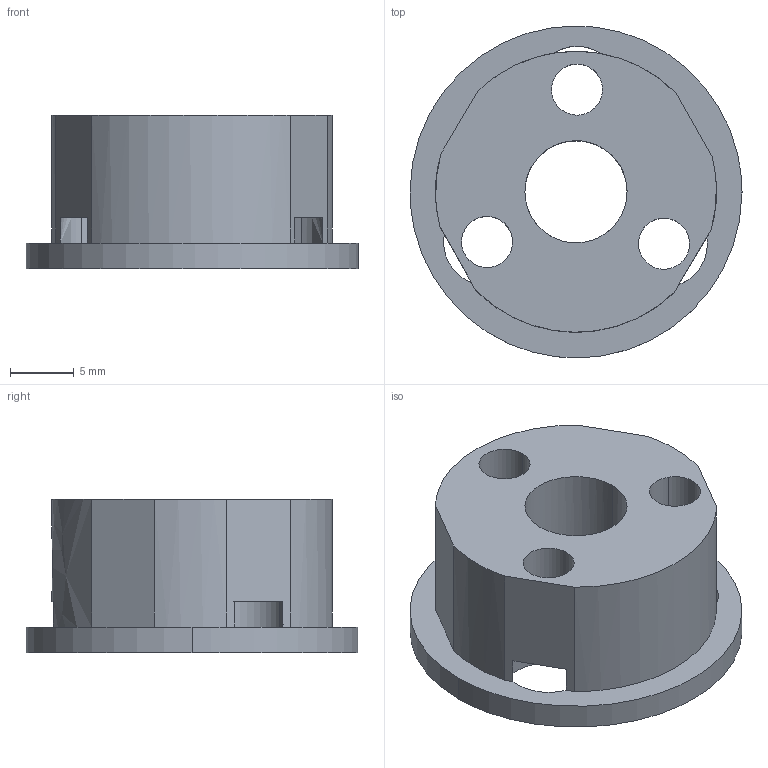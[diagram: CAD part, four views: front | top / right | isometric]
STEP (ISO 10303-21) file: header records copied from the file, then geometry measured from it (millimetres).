
FILE_DESCRIPTION(/* description */ (''),/* implementation_level */ '2;1');
FILE_NAME(/* name */ 'W0XC1D~I',/* time_stamp */ '2013-12-27T16:02:14+01:00',/* author */ (''),/* organization */ (''),/* preprocessor_version */ 'ST-DEVELOPER v15',/* originating_system */ '',/* authorisation */ '');
FILE_SCHEMA (('AUTOMOTIVE_DESIGN'));
Length unit declared in the file: millimetre
Products named in the file (1): Document
Bounding box: 26 x 25.99 x 12 mm (x, y, z)
Volume: 3476.9 mm3; surface area: 2535.6 mm2
Topology: 1 solids, 1 shells, 32 faces, 94 edges, 62 vertices
Faces by surface type: bspline 26, plane 6
Entity records: 1132 total; most frequent: CARTESIAN_POINT 616, ORIENTED_EDGE 188, EDGE_CURVE 94, VERTEX_POINT 62, EDGE_LOOP 44, ADVANCED_FACE 32, FACE_OUTER_BOUND 32, FACE_BOUND 12
